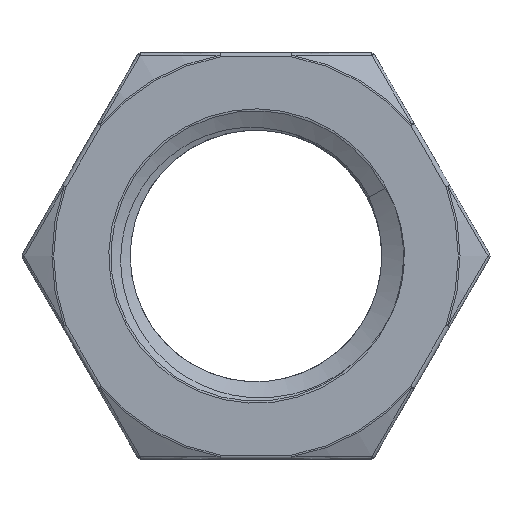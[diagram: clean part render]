
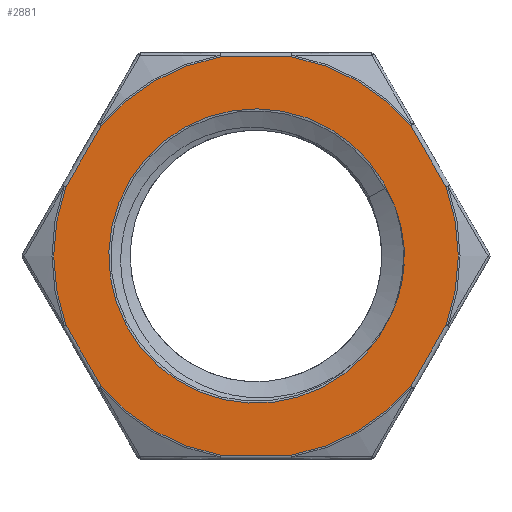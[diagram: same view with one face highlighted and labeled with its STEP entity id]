
A CAD part, front view. The second image highlights one B-rep face of the part: STEP entity #2881.
In plain terms, the highlighted planar face has unit normal (0, -1, 0).
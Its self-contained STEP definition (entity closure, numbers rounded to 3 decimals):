
#1619=CARTESIAN_POINT('',(3.35,0.0,-1.388));
#1620=VERTEX_POINT('',#1619);
#1697=CARTESIAN_POINT('',(3.426,-0.0,1.189));
#1698=VERTEX_POINT('',#1697);
#1699=CARTESIAN_POINT('',(3.426,-0.0,1.189));
#1700=CARTESIAN_POINT('',(3.438,-0.0,1.159));
#1701=CARTESIAN_POINT('',(3.45,-0.0,1.128));
#1702=CARTESIAN_POINT('',(3.508,-0.0,0.971));
#1703=CARTESIAN_POINT('',(3.545,0.,0.842));
#1704=CARTESIAN_POINT('',(3.654,0.,0.346));
#1705=CARTESIAN_POINT('',(3.672,0.0,-0.038));
#1706=CARTESIAN_POINT('',(3.587,0.0,-0.746));
#1707=CARTESIAN_POINT('',(3.498,0.0,-1.083));
#1708=CARTESIAN_POINT('',(3.35,0.0,-1.388));
#1709=B_SPLINE_CURVE_WITH_KNOTS('',3,(#1699,#1700,#1701,#1702,#1703,#1704,#1705,#1706,#1707,#1708),.UNSPECIFIED.,.F.,.U.,
 (4,2,2,2,4),(0.0,0.038,0.19,0.615,1.0),.UNSPECIFIED.);
#1710=EDGE_CURVE('n� 4876',#1698,#1620,#1709,.T.);
#2249=CARTESIAN_POINT('',(3.316,0.0,-1.456));
#2250=VERTEX_POINT('',#2249);
#2264=CARTESIAN_POINT('',(3.35,0.0,-1.388));
#2265=CARTESIAN_POINT('',(3.339,0.0,-1.411));
#2266=CARTESIAN_POINT('',(3.328,0.0,-1.434));
#2267=CARTESIAN_POINT('',(3.316,0.0,-1.456));
#2268=B_SPLINE_CURVE_WITH_KNOTS('',3,(#2264,#2265,#2266,#2267),.UNSPECIFIED.,.F.,.U.,
 (4,4),(0.0,1.0),.UNSPECIFIED.);
#2269=EDGE_CURVE('n� 4940',#1620,#2250,#2268,.T.);
#2438=CARTESIAN_POINT('',(3.396,-0.0,1.259));
#2439=VERTEX_POINT('',#2438);
#2440=CARTESIAN_POINT('',(3.396,-0.0,1.259));
#2441=CARTESIAN_POINT('',(3.406,-0.0,1.236));
#2442=CARTESIAN_POINT('',(3.416,-0.0,1.213));
#2443=CARTESIAN_POINT('',(3.426,-0.0,1.189));
#2444=B_SPLINE_CURVE_WITH_KNOTS('',3,(#2440,#2441,#2442,#2443),.UNSPECIFIED.,.F.,.U.,
 (4,4),(0.0,1.0),.UNSPECIFIED.);
#2445=EDGE_CURVE('n� 4943',#2439,#1698,#2444,.T.);
#2760=ORIENTED_EDGE('',*,*,#1710,.T.);
#2761=ORIENTED_EDGE('',*,*,#2269,.T.);
#2762=CARTESIAN_POINT('',(0.0,0.0,0.0));
#2763=DIRECTION('',(0.0,1.0,0.0));
#2764=DIRECTION('',(1.0,0.0,0.0));
#2765=AXIS2_PLACEMENT_3D('',#2762,#2763,#2764);
#2766=CIRCLE('',#2765,3.622);
#2767=EDGE_CURVE('n� 1183',#2250,#2439,#2766,.T.);
#2768=ORIENTED_EDGE('',*,*,#2767,.T.);
#2769=ORIENTED_EDGE('',*,*,#2445,.T.);
#2770=EDGE_LOOP('',(#2760,#2761,#2768,#2769));
#2771=FACE_OUTER_BOUND('',#2770,.T.);
#2772=CARTESIAN_POINT('',(-3.805,0.0,-3.209));
#2773=VERTEX_POINT('',#2772);
#2774=CARTESIAN_POINT('',(-0.877,0.0,-4.9));
#2775=VERTEX_POINT('',#2774);
#2776=CARTESIAN_POINT('',(0.0,0.0,0.0));
#2777=DIRECTION('',(-0.0,-1.0,-0.0));
#2778=DIRECTION('',(1.0,0.0,0.0));
#2779=AXIS2_PLACEMENT_3D('',#2776,#2777,#2778);
#2780=CIRCLE('',#2779,4.978);
#2781=EDGE_CURVE('n� 3398',#2773,#2775,#2780,.T.);
#2782=ORIENTED_EDGE('',*,*,#2781,.T.);
#2783=CARTESIAN_POINT('',(0.877,0.0,-4.9));
#2784=VERTEX_POINT('',#2783);
#2785=CARTESIAN_POINT('',(-0.0,0.0,-4.9));
#2786=DIRECTION('',(1.0,0.0,0.0));
#2787=VECTOR('',#2786,1.0);
#2788=LINE('',#2785,#2787);
#2789=EDGE_CURVE('n� 3470',#2775,#2784,#2788,.T.);
#2790=ORIENTED_EDGE('',*,*,#2789,.T.);
#2791=CARTESIAN_POINT('',(3.805,0.0,-3.209));
#2792=VERTEX_POINT('',#2791);
#2793=CARTESIAN_POINT('',(0.0,0.0,0.0));
#2794=DIRECTION('',(-0.0,-1.0,-0.0));
#2795=DIRECTION('',(1.0,0.0,0.0));
#2796=AXIS2_PLACEMENT_3D('',#2793,#2794,#2795);
#2797=CIRCLE('',#2796,4.978);
#2798=EDGE_CURVE('n� 3428',#2784,#2792,#2797,.T.);
#2799=ORIENTED_EDGE('',*,*,#2798,.T.);
#2800=CARTESIAN_POINT('',(4.682,0.0,-1.691));
#2801=VERTEX_POINT('',#2800);
#2802=CARTESIAN_POINT('',(4.244,0.0,-2.45));
#2803=DIRECTION('',(0.5,-0.0,0.866));
#2804=VECTOR('',#2803,1.0);
#2805=LINE('',#2802,#2804);
#2806=EDGE_CURVE('n� 3465',#2792,#2801,#2805,.T.);
#2807=ORIENTED_EDGE('',*,*,#2806,.T.);
#2808=CARTESIAN_POINT('',(4.682,-0.0,1.691));
#2809=VERTEX_POINT('',#2808);
#2810=CARTESIAN_POINT('',(0.0,0.0,0.0));
#2811=DIRECTION('',(-0.0,-1.0,-0.0));
#2812=DIRECTION('',(1.0,0.0,0.0));
#2813=AXIS2_PLACEMENT_3D('',#2810,#2811,#2812);
#2814=CIRCLE('',#2813,4.978);
#2815=EDGE_CURVE('n� 3434',#2801,#2809,#2814,.T.);
#2816=ORIENTED_EDGE('',*,*,#2815,.T.);
#2817=CARTESIAN_POINT('',(3.805,-0.0,3.209));
#2818=VERTEX_POINT('',#2817);
#2819=CARTESIAN_POINT('',(4.244,-0.0,2.45));
#2820=DIRECTION('',(-0.5,-0.0,0.866));
#2821=VECTOR('',#2820,1.0);
#2822=LINE('',#2819,#2821);
#2823=EDGE_CURVE('n� 3460',#2809,#2818,#2822,.T.);
#2824=ORIENTED_EDGE('',*,*,#2823,.T.);
#2825=CARTESIAN_POINT('',(0.877,-0.0,4.9));
#2826=VERTEX_POINT('',#2825);
#2827=CARTESIAN_POINT('',(0.0,0.0,0.0));
#2828=DIRECTION('',(-0.0,-1.0,-0.0));
#2829=DIRECTION('',(1.0,0.0,0.0));
#2830=AXIS2_PLACEMENT_3D('',#2827,#2828,#2829);
#2831=CIRCLE('',#2830,4.978);
#2832=EDGE_CURVE('n� 3440',#2818,#2826,#2831,.T.);
#2833=ORIENTED_EDGE('',*,*,#2832,.T.);
#2834=CARTESIAN_POINT('',(-0.877,-0.0,4.9));
#2835=VERTEX_POINT('',#2834);
#2836=CARTESIAN_POINT('',(0.0,-0.0,4.9));
#2837=DIRECTION('',(-1.0,0.0,0.0));
#2838=VECTOR('',#2837,1.0);
#2839=LINE('',#2836,#2838);
#2840=EDGE_CURVE('n� 3455',#2826,#2835,#2839,.T.);
#2841=ORIENTED_EDGE('',*,*,#2840,.T.);
#2842=CARTESIAN_POINT('',(-3.805,-0.0,3.209));
#2843=VERTEX_POINT('',#2842);
#2844=CARTESIAN_POINT('',(0.0,0.0,0.0));
#2845=DIRECTION('',(-0.0,-1.0,-0.0));
#2846=DIRECTION('',(1.0,0.0,0.0));
#2847=AXIS2_PLACEMENT_3D('',#2844,#2845,#2846);
#2848=CIRCLE('',#2847,4.978);
#2849=EDGE_CURVE('n� 3416',#2835,#2843,#2848,.T.);
#2850=ORIENTED_EDGE('',*,*,#2849,.T.);
#2851=CARTESIAN_POINT('',(-4.682,-0.0,1.691));
#2852=VERTEX_POINT('',#2851);
#2853=CARTESIAN_POINT('',(-4.244,-0.0,2.45));
#2854=DIRECTION('',(-0.5,0.0,-0.866));
#2855=VECTOR('',#2854,1.0);
#2856=LINE('',#2853,#2855);
#2857=EDGE_CURVE('n� 3450',#2843,#2852,#2856,.T.);
#2858=ORIENTED_EDGE('',*,*,#2857,.T.);
#2859=CARTESIAN_POINT('',(-4.682,0.0,-1.691));
#2860=VERTEX_POINT('',#2859);
#2861=CARTESIAN_POINT('',(0.0,0.0,0.0));
#2862=DIRECTION('',(-0.0,-1.0,-0.0));
#2863=DIRECTION('',(1.0,0.0,0.0));
#2864=AXIS2_PLACEMENT_3D('',#2861,#2862,#2863);
#2865=CIRCLE('',#2864,4.978);
#2866=EDGE_CURVE('n� 3422',#2852,#2860,#2865,.T.);
#2867=ORIENTED_EDGE('',*,*,#2866,.T.);
#2868=CARTESIAN_POINT('',(-4.244,0.0,-2.45));
#2869=DIRECTION('',(0.5,0.0,-0.866));
#2870=VECTOR('',#2869,1.0);
#2871=LINE('',#2868,#2870);
#2872=EDGE_CURVE('n� 3445',#2860,#2773,#2871,.T.);
#2873=ORIENTED_EDGE('',*,*,#2872,.T.);
#2874=EDGE_LOOP('',(
    #2782,#2790,#2799,#2807,#2816,#2824,#2833,#2841,#2850,#2858,
    #2867,#2873));
#2875=FACE_BOUND('',#2874,.T.);
#2876=CARTESIAN_POINT('',(0.0,0.0,0.0));
#2877=DIRECTION('',(0.0,1.0,0.0));
#2878=DIRECTION('',(1.0,0.0,0.0));
#2879=AXIS2_PLACEMENT_3D('',#2876,#2877,#2878);
#2880=PLANE('',#2879);
#2881=ADVANCED_FACE('n� 59',(#2771,#2875),#2880,.F.);
